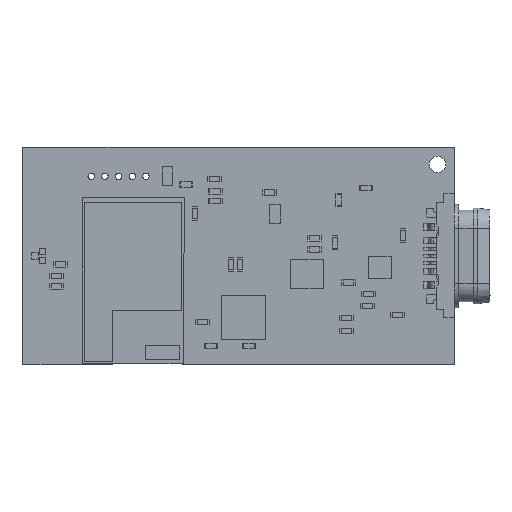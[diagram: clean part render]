
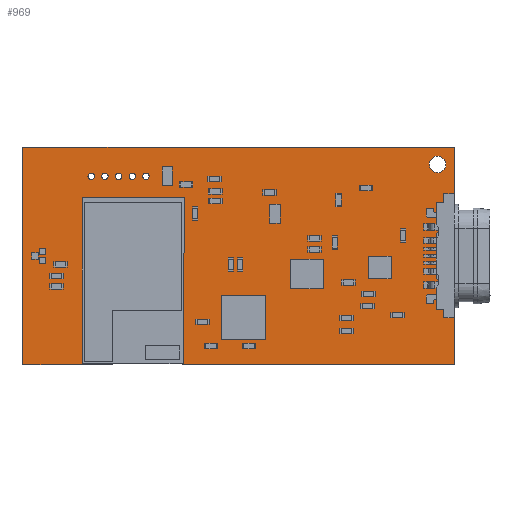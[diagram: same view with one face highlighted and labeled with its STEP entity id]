
A CAD part, top view. The second image highlights one B-rep face of the part: STEP entity #969.
In plain terms, the highlighted planar face has unit normal (0, 0, 1).
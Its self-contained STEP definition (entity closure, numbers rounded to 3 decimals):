
#224 = VERTEX_POINT('',#225);
#225 = CARTESIAN_POINT('',(0.,-0.075,
    0.811));
#231 = EDGE_CURVE('',#224,#232,#234,.T.);
#232 = VERTEX_POINT('',#233);
#233 = CARTESIAN_POINT('',(8.255,-0.075,0.811
    ));
#234 = LINE('',#235,#236);
#235 = CARTESIAN_POINT('',(0.,-0.075,0.811));
#236 = VECTOR('',#237,1.);
#237 = DIRECTION('',(1.,0.,0.));
#262 = EDGE_CURVE('',#232,#263,#265,.T.);
#263 = VERTEX_POINT('',#264);
#264 = CARTESIAN_POINT('',(8.328,-0.018,0.811
    ));
#265 = CIRCLE('',#266,0.076);
#266 = AXIS2_PLACEMENT_3D('',#267,#268,#269);
#267 = CARTESIAN_POINT('',(8.254,0.001,0.811)
  );
#268 = DIRECTION('',(0.,0.,1.));
#269 = DIRECTION('',(0.009,-1.,0.));
#295 = EDGE_CURVE('',#263,#296,#298,.T.);
#296 = VERTEX_POINT('',#297);
#297 = CARTESIAN_POINT('',(8.385,0.055,0.811)
  );
#298 = CIRCLE('',#299,0.076);
#299 = AXIS2_PLACEMENT_3D('',#300,#301,#302);
#300 = CARTESIAN_POINT('',(8.309,0.056,0.811)
  );
#301 = DIRECTION('',(0.,0.,1.));
#302 = DIRECTION('',(0.251,-0.968,0.));
#328 = EDGE_CURVE('',#296,#329,#331,.T.);
#329 = VERTEX_POINT('',#330);
#330 = CARTESIAN_POINT('',(8.385,4.905,0.811));
#331 = LINE('',#332,#333);
#332 = CARTESIAN_POINT('',(8.385,0.055,0.811)
  );
#333 = VECTOR('',#334,1.);
#334 = DIRECTION('',(0.,1.,0.));
#359 = EDGE_CURVE('',#329,#360,#362,.T.);
#360 = VERTEX_POINT('',#361);
#361 = CARTESIAN_POINT('',(14.798,4.905,0.811));
#362 = LINE('',#363,#364);
#363 = CARTESIAN_POINT('',(8.385,4.905,0.811));
#364 = VECTOR('',#365,1.);
#365 = DIRECTION('',(1.,0.,0.));
#390 = EDGE_CURVE('',#360,#391,#393,.T.);
#391 = VERTEX_POINT('',#392);
#392 = CARTESIAN_POINT('',(14.798,0.027,0.811
    ));
#393 = LINE('',#394,#395);
#394 = CARTESIAN_POINT('',(14.798,4.905,0.811));
#395 = VECTOR('',#396,1.);
#396 = DIRECTION('',(0.,-1.,0.));
#421 = EDGE_CURVE('',#391,#422,#424,.T.);
#422 = VERTEX_POINT('',#423);
#423 = CARTESIAN_POINT('',(14.835,-0.038,0.811
    ));
#424 = CIRCLE('',#425,0.074);
#425 = AXIS2_PLACEMENT_3D('',#426,#427,#428);
#426 = CARTESIAN_POINT('',(14.872,0.026,0.811
    ));
#427 = DIRECTION('',(0.,0.,1.));
#428 = DIRECTION('',(-1.,0.011,0.));
#454 = EDGE_CURVE('',#422,#455,#457,.T.);
#455 = VERTEX_POINT('',#456);
#456 = CARTESIAN_POINT('',(14.9,-0.075,0.811
    ));
#457 = CIRCLE('',#458,0.074);
#458 = AXIS2_PLACEMENT_3D('',#459,#460,#461);
#459 = CARTESIAN_POINT('',(14.899,-0.001,
    0.811));
#460 = DIRECTION('',(0.,0.,1.));
#461 = DIRECTION('',(-0.865,-0.501,0.));
#487 = EDGE_CURVE('',#455,#488,#490,.T.);
#488 = VERTEX_POINT('',#489);
#489 = CARTESIAN_POINT('',(40.,-0.075,0.811));
#490 = LINE('',#491,#492);
#491 = CARTESIAN_POINT('',(14.9,-0.075,0.811
    ));
#492 = VECTOR('',#493,1.);
#493 = DIRECTION('',(1.,0.,0.));
#518 = EDGE_CURVE('',#488,#519,#521,.T.);
#519 = VERTEX_POINT('',#520);
#520 = CARTESIAN_POINT('',(40.075,0.,
    0.811));
#521 = CIRCLE('',#522,0.075);
#522 = AXIS2_PLACEMENT_3D('',#523,#524,#525);
#523 = CARTESIAN_POINT('',(40.,0.,0.811
    ));
#524 = DIRECTION('',(0.,0.,1.));
#525 = DIRECTION('',(0.001,-1.,0.));
#551 = EDGE_CURVE('',#519,#552,#554,.T.);
#552 = VERTEX_POINT('',#553);
#553 = CARTESIAN_POINT('',(40.075,20.,0.811));
#554 = LINE('',#555,#556);
#555 = CARTESIAN_POINT('',(40.075,0.,0.811));
#556 = VECTOR('',#557,1.);
#557 = DIRECTION('',(0.,1.,0.));
#582 = EDGE_CURVE('',#552,#583,#585,.T.);
#583 = VERTEX_POINT('',#584);
#584 = CARTESIAN_POINT('',(40.,20.075,0.811));
#585 = CIRCLE('',#586,0.075);
#586 = AXIS2_PLACEMENT_3D('',#587,#588,#589);
#587 = CARTESIAN_POINT('',(40.,20.,0.811));
#588 = DIRECTION('',(0.,0.,1.));
#589 = DIRECTION('',(1.,0.002,0.));
#615 = EDGE_CURVE('',#583,#616,#618,.T.);
#616 = VERTEX_POINT('',#617);
#617 = CARTESIAN_POINT('',(0.,20.075,
    0.811));
#618 = LINE('',#619,#620);
#619 = CARTESIAN_POINT('',(40.,20.075,0.811));
#620 = VECTOR('',#621,1.);
#621 = DIRECTION('',(-1.,0.,0.));
#646 = EDGE_CURVE('',#616,#647,#649,.T.);
#647 = VERTEX_POINT('',#648);
#648 = CARTESIAN_POINT('',(-0.075,20.,0.811));
#649 = CIRCLE('',#650,0.075);
#650 = AXIS2_PLACEMENT_3D('',#651,#652,#653);
#651 = CARTESIAN_POINT('',(0.,20.,0.811
    ));
#652 = DIRECTION('',(0.,0.,1.));
#653 = DIRECTION('',(-0.002,1.,0.));
#679 = EDGE_CURVE('',#647,#680,#682,.T.);
#680 = VERTEX_POINT('',#681);
#681 = CARTESIAN_POINT('',(-0.075,0.,
    0.811));
#682 = LINE('',#683,#684);
#683 = CARTESIAN_POINT('',(-0.075,20.,0.811));
#684 = VECTOR('',#685,1.);
#685 = DIRECTION('',(0.,-1.,0.));
#710 = EDGE_CURVE('',#680,#224,#711,.T.);
#711 = CIRCLE('',#712,0.075);
#712 = AXIS2_PLACEMENT_3D('',#713,#714,#715);
#713 = CARTESIAN_POINT('',(0.,0.,
    0.811));
#714 = DIRECTION('',(0.,0.,1.));
#715 = DIRECTION('',(-1.,-0.002,0.));
#736 = VERTEX_POINT('',#737);
#737 = CARTESIAN_POINT('',(9.19,17.4,0.811));
#743 = EDGE_CURVE('',#736,#736,#744,.T.);
#744 = CIRCLE('',#745,0.3);
#745 = AXIS2_PLACEMENT_3D('',#746,#747,#748);
#746 = CARTESIAN_POINT('',(8.89,17.4,0.811));
#747 = DIRECTION('',(0.,0.,1.));
#748 = DIRECTION('',(1.,0.,0.));
#769 = VERTEX_POINT('',#770);
#770 = CARTESIAN_POINT('',(6.65,17.4,0.811));
#776 = EDGE_CURVE('',#769,#769,#777,.T.);
#777 = CIRCLE('',#778,0.3);
#778 = AXIS2_PLACEMENT_3D('',#779,#780,#781);
#779 = CARTESIAN_POINT('',(6.35,17.4,0.811));
#780 = DIRECTION('',(0.,0.,1.));
#781 = DIRECTION('',(1.,0.,0.));
#802 = VERTEX_POINT('',#803);
#803 = CARTESIAN_POINT('',(7.92,17.4,0.811));
#809 = EDGE_CURVE('',#802,#802,#810,.T.);
#810 = CIRCLE('',#811,0.3);
#811 = AXIS2_PLACEMENT_3D('',#812,#813,#814);
#812 = CARTESIAN_POINT('',(7.62,17.4,0.811));
#813 = DIRECTION('',(0.,0.,1.));
#814 = DIRECTION('',(1.,0.,0.));
#835 = VERTEX_POINT('',#836);
#836 = CARTESIAN_POINT('',(10.46,17.4,0.811));
#842 = EDGE_CURVE('',#835,#835,#843,.T.);
#843 = CIRCLE('',#844,0.3);
#844 = AXIS2_PLACEMENT_3D('',#845,#846,#847);
#845 = CARTESIAN_POINT('',(10.16,17.4,0.811));
#846 = DIRECTION('',(0.,0.,1.));
#847 = DIRECTION('',(1.,0.,0.));
#868 = VERTEX_POINT('',#869);
#869 = CARTESIAN_POINT('',(11.73,17.4,0.811));
#875 = EDGE_CURVE('',#868,#868,#876,.T.);
#876 = CIRCLE('',#877,0.3);
#877 = AXIS2_PLACEMENT_3D('',#878,#879,#880);
#878 = CARTESIAN_POINT('',(11.43,17.4,0.811));
#879 = DIRECTION('',(0.,0.,1.));
#880 = DIRECTION('',(1.,0.,0.));
#901 = VERTEX_POINT('',#902);
#902 = CARTESIAN_POINT('',(39.275,18.5,0.811));
#908 = EDGE_CURVE('',#901,#901,#909,.T.);
#909 = CIRCLE('',#910,0.775);
#910 = AXIS2_PLACEMENT_3D('',#911,#912,#913);
#911 = CARTESIAN_POINT('',(38.5,18.5,0.811));
#912 = DIRECTION('',(0.,0.,1.));
#913 = DIRECTION('',(1.,0.,0.));
#969 = ADVANCED_FACE('',(#970,#988,#991,#994,#997,#1000,#1003),#1006,.F.
  );
#970 = FACE_BOUND('',#971,.T.);
#971 = EDGE_LOOP('',(#972,#973,#974,#975,#976,#977,#978,#979,#980,#981,
    #982,#983,#984,#985,#986,#987));
#972 = ORIENTED_EDGE('',*,*,#231,.T.);
#973 = ORIENTED_EDGE('',*,*,#262,.T.);
#974 = ORIENTED_EDGE('',*,*,#295,.T.);
#975 = ORIENTED_EDGE('',*,*,#328,.T.);
#976 = ORIENTED_EDGE('',*,*,#359,.T.);
#977 = ORIENTED_EDGE('',*,*,#390,.T.);
#978 = ORIENTED_EDGE('',*,*,#421,.T.);
#979 = ORIENTED_EDGE('',*,*,#454,.T.);
#980 = ORIENTED_EDGE('',*,*,#487,.T.);
#981 = ORIENTED_EDGE('',*,*,#518,.T.);
#982 = ORIENTED_EDGE('',*,*,#551,.T.);
#983 = ORIENTED_EDGE('',*,*,#582,.T.);
#984 = ORIENTED_EDGE('',*,*,#615,.T.);
#985 = ORIENTED_EDGE('',*,*,#646,.T.);
#986 = ORIENTED_EDGE('',*,*,#679,.T.);
#987 = ORIENTED_EDGE('',*,*,#710,.T.);
#988 = FACE_BOUND('',#989,.F.);
#989 = EDGE_LOOP('',(#990));
#990 = ORIENTED_EDGE('',*,*,#743,.T.);
#991 = FACE_BOUND('',#992,.F.);
#992 = EDGE_LOOP('',(#993));
#993 = ORIENTED_EDGE('',*,*,#776,.T.);
#994 = FACE_BOUND('',#995,.F.);
#995 = EDGE_LOOP('',(#996));
#996 = ORIENTED_EDGE('',*,*,#809,.T.);
#997 = FACE_BOUND('',#998,.F.);
#998 = EDGE_LOOP('',(#999));
#999 = ORIENTED_EDGE('',*,*,#842,.T.);
#1000 = FACE_BOUND('',#1001,.F.);
#1001 = EDGE_LOOP('',(#1002));
#1002 = ORIENTED_EDGE('',*,*,#875,.T.);
#1003 = FACE_BOUND('',#1004,.F.);
#1004 = EDGE_LOOP('',(#1005));
#1005 = ORIENTED_EDGE('',*,*,#908,.T.);
#1006 = PLANE('',#1007);
#1007 = AXIS2_PLACEMENT_3D('',#1008,#1009,#1010);
#1008 = CARTESIAN_POINT('',(0.,-0.075,0.811));
#1009 = DIRECTION('',(0.,0.,-1.));
#1010 = DIRECTION('',(-1.,0.,0.));
